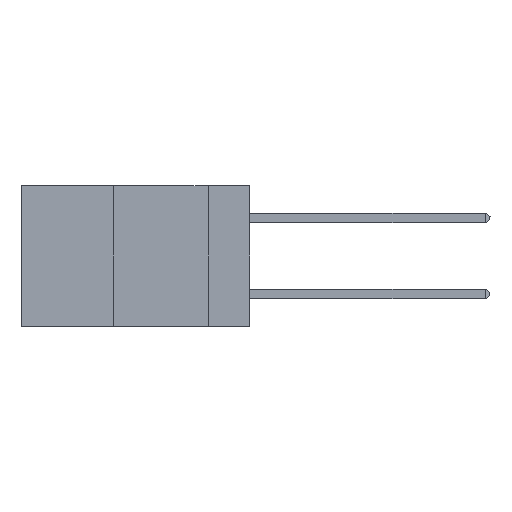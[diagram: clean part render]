
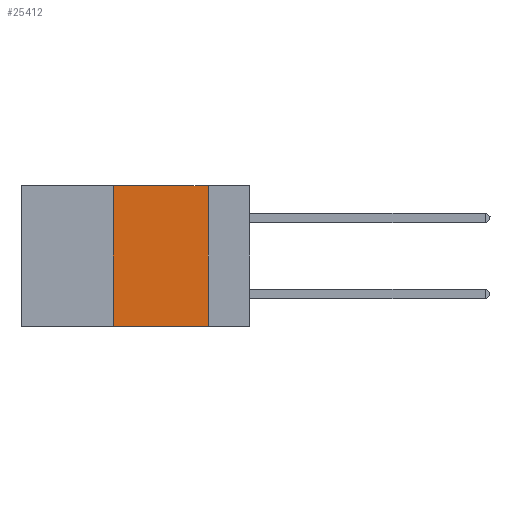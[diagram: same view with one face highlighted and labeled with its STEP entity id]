
A CAD part, left-side view. The second image highlights one B-rep face of the part: STEP entity #25412.
In plain terms, the highlighted planar face has unit normal (-1, 0, 0).
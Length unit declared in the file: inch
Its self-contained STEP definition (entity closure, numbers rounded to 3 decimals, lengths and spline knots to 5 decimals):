
#130 = EDGE_CURVE ( 'NONE', #4533, #6932, #37065, .T. ) ;
#1189 = VECTOR ( 'NONE', #36343, 39.37008 ) ;
#1197 = PLANE ( 'NONE',  #8566 ) ;
#4289 = ORIENTED_EDGE ( 'NONE', *, *, #24941, .T. ) ;
#4533 = VERTEX_POINT ( 'NONE', #18403 ) ;
#5761 = LINE ( 'NONE', #11455, #33090 ) ;
#6932 = VERTEX_POINT ( 'NONE', #30674 ) ;
#8566 = AXIS2_PLACEMENT_3D ( 'NONE', #13165, #25127, #37088 ) ;
#11455 = CARTESIAN_POINT ( 'NONE',  ( 0., 0.11, 0. ) ) ;
#12377 = VECTOR ( 'NONE', #28359, 39.37008 ) ;
#13165 = CARTESIAN_POINT ( 'NONE',  ( 0., 0.6, 0. ) ) ;
#16994 = ORIENTED_EDGE ( 'NONE', *, *, #130, .F. ) ;
#17723 = LINE ( 'NONE', #29691, #33759 ) ;
#18403 = CARTESIAN_POINT ( 'NONE',  ( 0., 0.36, -0.37 ) ) ;
#19827 = CARTESIAN_POINT ( 'NONE',  ( 0., 0.11, -0.37 ) ) ;
#21893 = LINE ( 'NONE', #37000, #12377 ) ;
#22443 = ORIENTED_EDGE ( 'NONE', *, *, #28307, .F. ) ;
#22750 = FACE_OUTER_BOUND ( 'NONE', #37285, .T. ) ;
#23286 = VERTEX_POINT ( 'NONE', #19827 ) ;
#24686 = VERTEX_POINT ( 'NONE', #27699 ) ;
#24941 = EDGE_CURVE ( 'NONE', #4533, #23286, #21893, .T. ) ;
#25127 = DIRECTION ( 'NONE',  ( 1., 0., 0. ) ) ;
#25412 = ADVANCED_FACE ( 'NONE', ( #22750 ), #1197, .F. ) ;
#27699 = CARTESIAN_POINT ( 'NONE',  ( 0., 0.11, 0. ) ) ;
#28307 = EDGE_CURVE ( 'NONE', #6932, #24686, #17723, .T. ) ;
#28359 = DIRECTION ( 'NONE',  ( 0., -1., 0. ) ) ;
#29691 = CARTESIAN_POINT ( 'NONE',  ( 0., 0.6, 0. ) ) ;
#30674 = CARTESIAN_POINT ( 'NONE',  ( 0., 0.36, 0. ) ) ;
#31778 = EDGE_CURVE ( 'NONE', #24686, #23286, #5761, .T. ) ;
#33090 = VECTOR ( 'NONE', #35787, 39.37008 ) ;
#33759 = VECTOR ( 'NONE', #38710, 39.37008 ) ;
#35787 = DIRECTION ( 'NONE',  ( 0., 0., -1. ) ) ;
#35961 = CARTESIAN_POINT ( 'NONE',  ( 0., 0.36, 0. ) ) ;
#36343 = DIRECTION ( 'NONE',  ( 0., 0., 1. ) ) ;
#37000 = CARTESIAN_POINT ( 'NONE',  ( 0., 0.6, -0.37 ) ) ;
#37065 = LINE ( 'NONE', #35961, #1189 ) ;
#37088 = DIRECTION ( 'NONE',  ( 0., 0., -1. ) ) ;
#37285 = EDGE_LOOP ( 'NONE', ( #38681, #22443, #16994, #4289 ) ) ;
#38681 = ORIENTED_EDGE ( 'NONE', *, *, #31778, .F. ) ;
#38710 = DIRECTION ( 'NONE',  ( 0., -1., 0. ) ) ;
